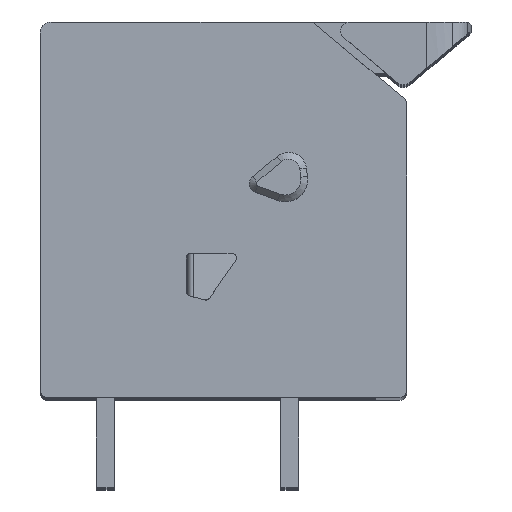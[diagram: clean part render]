
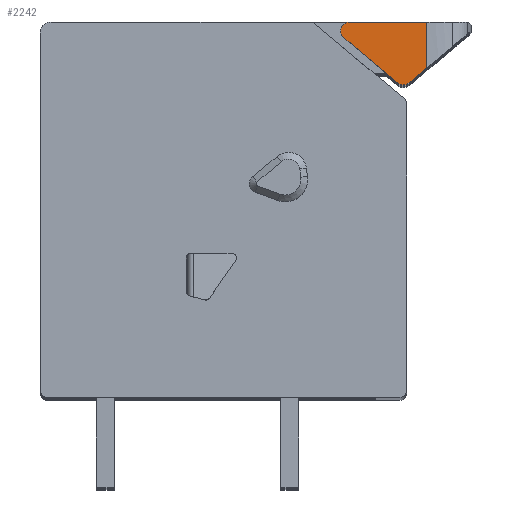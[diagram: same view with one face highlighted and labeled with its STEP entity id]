
A CAD part, top view. The second image highlights one B-rep face of the part: STEP entity #2242.
In plain terms, the highlighted planar face has unit normal (0, 0, 1).
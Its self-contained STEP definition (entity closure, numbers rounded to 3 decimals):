
#2242 = ADVANCED_FACE( '', ( #5378 ), #5379, .T. );
#5378 = FACE_OUTER_BOUND( '', #9435, .T. );
#5379 = PLANE( '', #9436 );
#9435 = EDGE_LOOP( '', ( #16338, #16339, #16340, #16341, #16342, #16343 ) );
#9436 = AXIS2_PLACEMENT_3D( '', #16344, #16345, #16346 );
#16338 = ORIENTED_EDGE( '', *, *, #27260, .F. );
#16339 = ORIENTED_EDGE( '', *, *, #27261, .T. );
#16340 = ORIENTED_EDGE( '', *, *, #27262, .T. );
#16341 = ORIENTED_EDGE( '', *, *, #27263, .T. );
#16342 = ORIENTED_EDGE( '', *, *, #27264, .T. );
#16343 = ORIENTED_EDGE( '', *, *, #27265, .T. );
#16344 = CARTESIAN_POINT( '', ( 2.671, 16.3, 71.65 ) );
#16345 = DIRECTION( '', ( 0., 0., 1. ) );
#16346 = DIRECTION( '', ( 1., 0., 0. ) );
#27260 = EDGE_CURVE( '', #33916, #33917, #33918, .T. );
#27261 = EDGE_CURVE( '', #33916, #33919, #33920, .T. );
#27262 = EDGE_CURVE( '', #33919, #33921, #33922, .T. );
#27263 = EDGE_CURVE( '', #33921, #33923, #33924, .T. );
#27264 = EDGE_CURVE( '', #33923, #33925, #33926, .T. );
#27265 = EDGE_CURVE( '', #33925, #33917, #33927, .T. );
#33916 = VERTEX_POINT( '', #43072 );
#33917 = VERTEX_POINT( '', #43073 );
#33918 = LINE( '', #43074, #43075 );
#33919 = VERTEX_POINT( '', #43076 );
#33920 = LINE( '', #43077, #43078 );
#33921 = VERTEX_POINT( '', #43079 );
#33922 = CIRCLE( '', #43080, 0.4 );
#33923 = VERTEX_POINT( '', #43081 );
#33924 = LINE( '', #43082, #43083 );
#33925 = VERTEX_POINT( '', #43084 );
#33926 = CIRCLE( '', #43085, 0.4 );
#33927 = LINE( '', #43086, #43087 );
#43072 = CARTESIAN_POINT( '', ( 6.1, 16.7, 71.65 ) );
#43073 = CARTESIAN_POINT( '', ( 6.1, 14.655, 71.65 ) );
#43074 = CARTESIAN_POINT( '', ( 6.1, 16.3, 71.65 ) );
#43075 = VECTOR( '', #50845, 1000. );
#43076 = CARTESIAN_POINT( '', ( 2.671, 16.7, 71.65 ) );
#43077 = CARTESIAN_POINT( '', ( 7.85, 16.7, 71.65 ) );
#43078 = VECTOR( '', #50846, 1000. );
#43079 = CARTESIAN_POINT( '', ( 2.414, 15.994, 71.65 ) );
#43080 = AXIS2_PLACEMENT_3D( '', #50847, #50848, #50849 );
#43081 = CARTESIAN_POINT( '', ( 4.797, 13.994, 71.65 ) );
#43082 = CARTESIAN_POINT( '', ( 2.414, 15.994, 71.65 ) );
#43083 = VECTOR( '', #50850, 1000. );
#43084 = CARTESIAN_POINT( '', ( 5.311, 13.994, 71.65 ) );
#43085 = AXIS2_PLACEMENT_3D( '', #50851, #50852, #50853 );
#43086 = CARTESIAN_POINT( '', ( 5.311, 13.994, 71.65 ) );
#43087 = VECTOR( '', #50854, 1000. );
#50845 = DIRECTION( '', ( 0., -1., 0. ) );
#50846 = DIRECTION( '', ( -1., 0., 0. ) );
#50847 = CARTESIAN_POINT( '', ( 2.671, 16.3, 71.65 ) );
#50848 = DIRECTION( '', ( 0., 0., 1. ) );
#50849 = DIRECTION( '', ( 1., 0., 0. ) );
#50850 = DIRECTION( '', ( 0.766, -0.643, 0. ) );
#50851 = CARTESIAN_POINT( '', ( 5.054, 14.3, 71.65 ) );
#50852 = DIRECTION( '', ( 0., 0., 1. ) );
#50853 = DIRECTION( '', ( 1., 0., 0. ) );
#50854 = DIRECTION( '', ( 0.766, 0.643, 0. ) );
